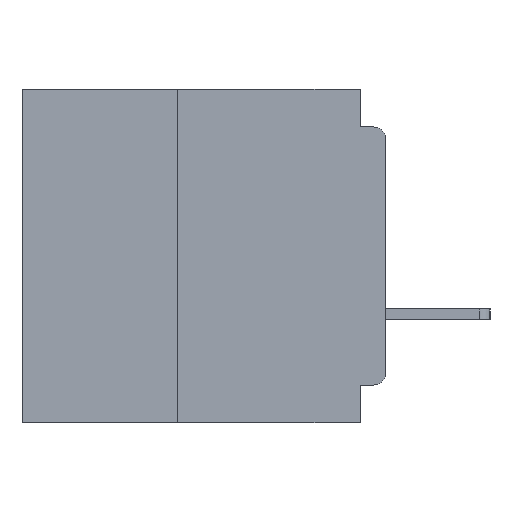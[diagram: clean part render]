
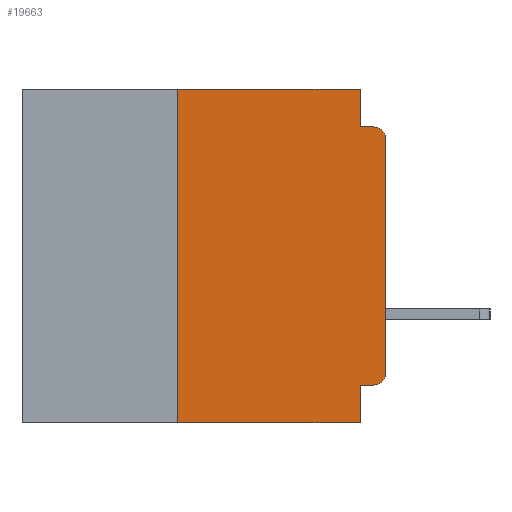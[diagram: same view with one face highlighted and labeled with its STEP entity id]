
A CAD part, left-side view. The second image highlights one B-rep face of the part: STEP entity #19663.
In plain terms, the highlighted planar face has unit normal (-1, 0, 0).
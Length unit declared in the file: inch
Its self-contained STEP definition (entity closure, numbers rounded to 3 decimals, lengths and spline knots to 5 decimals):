
#503 = ORIENTED_EDGE ( 'NONE', *, *, #34830, .F. ) ;
#1293 = VECTOR ( 'NONE', #18868, 39.37008 ) ;
#1465 = DIRECTION ( 'NONE',  ( 0., -1., 0. ) ) ;
#1781 = VERTEX_POINT ( 'NONE', #21550 ) ;
#1949 = DIRECTION ( 'NONE',  ( 0., 0., -1. ) ) ;
#2273 = EDGE_LOOP ( 'NONE', ( #13401, #26126, #32257, #503, #15228, #30835, #3024, #27414, #31092, #34199 ) ) ;
#2594 = DIRECTION ( 'NONE',  ( 1., 0., 0. ) ) ;
#3024 = ORIENTED_EDGE ( 'NONE', *, *, #22514, .T. ) ;
#3100 = DIRECTION ( 'NONE',  ( 0., 0., -1. ) ) ;
#4187 = DIRECTION ( 'NONE',  ( 0., 1., 0. ) ) ;
#4455 = CARTESIAN_POINT ( 'NONE',  ( 0., 0., -0.34 ) ) ;
#4837 = LINE ( 'NONE', #33689, #32559 ) ;
#5720 = CARTESIAN_POINT ( 'NONE',  ( 0., 0.031, -0.4 ) ) ;
#8808 = CARTESIAN_POINT ( 'NONE',  ( 0., 0.015, -0.045 ) ) ;
#9290 = VERTEX_POINT ( 'NONE', #24731 ) ;
#9345 = VECTOR ( 'NONE', #31497, 39.37008 ) ;
#9422 = LINE ( 'NONE', #16199, #1293 ) ;
#10028 = EDGE_CURVE ( 'NONE', #1781, #17693, #18153, .T. ) ;
#10425 = AXIS2_PLACEMENT_3D ( 'NONE', #18843, #2594, #21515 ) ;
#10756 = EDGE_CURVE ( 'NONE', #27563, #25438, #28506, .T. ) ;
#11455 = DIRECTION ( 'NONE',  ( -1., 0., 0. ) ) ;
#12029 = AXIS2_PLACEMENT_3D ( 'NONE', #34160, #18218, #1949 ) ;
#12423 = CARTESIAN_POINT ( 'NONE',  ( 0., 0., -0.355 ) ) ;
#12463 = DIRECTION ( 'NONE',  ( 0., -1., 0. ) ) ;
#12861 = CARTESIAN_POINT ( 'NONE',  ( 0., 0.25, -0.4 ) ) ;
#13060 = CIRCLE ( 'NONE', #12029, 0.015 ) ;
#13401 = ORIENTED_EDGE ( 'NONE', *, *, #10756, .T. ) ;
#13957 = CIRCLE ( 'NONE', #17637, 0.015 ) ;
#14235 = DIRECTION ( 'NONE',  ( 0., -1., 0. ) ) ;
#15228 = ORIENTED_EDGE ( 'NONE', *, *, #29302, .F. ) ;
#15438 = CARTESIAN_POINT ( 'NONE',  ( 0., 0., 0. ) ) ;
#15719 = LINE ( 'NONE', #12861, #9345 ) ;
#15882 = CARTESIAN_POINT ( 'NONE',  ( 0., 0.25, 0. ) ) ;
#16199 = CARTESIAN_POINT ( 'NONE',  ( 0., 0.031, 0. ) ) ;
#16242 = VERTEX_POINT ( 'NONE', #8808 ) ;
#16286 = LINE ( 'NONE', #24808, #22512 ) ;
#16470 = VECTOR ( 'NONE', #4187, 39.37008 ) ;
#16942 = VERTEX_POINT ( 'NONE', #33802 ) ;
#17335 = EDGE_CURVE ( 'NONE', #17693, #28884, #27014, .T. ) ;
#17637 = AXIS2_PLACEMENT_3D ( 'NONE', #27436, #11455, #30116 ) ;
#17693 = VERTEX_POINT ( 'NONE', #26176 ) ;
#18153 = LINE ( 'NONE', #12423, #16470 ) ;
#18158 = FACE_OUTER_BOUND ( 'NONE', #2273, .T. ) ;
#18218 = DIRECTION ( 'NONE',  ( -1., 0., 0. ) ) ;
#18308 = EDGE_CURVE ( 'NONE', #16942, #31150, #15719, .T. ) ;
#18555 = CARTESIAN_POINT ( 'NONE',  ( 0., 0.031, 0. ) ) ;
#18843 = CARTESIAN_POINT ( 'NONE',  ( 0., 0.437, 0. ) ) ;
#18868 = DIRECTION ( 'NONE',  ( 0., 0., -1. ) ) ;
#19663 = ADVANCED_FACE ( 'NONE', ( #18158 ), #29426, .F. ) ;
#19832 = EDGE_CURVE ( 'NONE', #1781, #27563, #13957, .T. ) ;
#19946 = VECTOR ( 'NONE', #3100, 39.37008 ) ;
#20716 = EDGE_CURVE ( 'NONE', #25438, #16242, #13060, .T. ) ;
#21367 = CARTESIAN_POINT ( 'NONE',  ( 0., 0.031, -0.4 ) ) ;
#21411 = VECTOR ( 'NONE', #23426, 39.37008 ) ;
#21515 = DIRECTION ( 'NONE',  ( 0., 0., -1. ) ) ;
#21550 = CARTESIAN_POINT ( 'NONE',  ( 0., 0.015, -0.355 ) ) ;
#22512 = VECTOR ( 'NONE', #14235, 39.37008 ) ;
#22514 = EDGE_CURVE ( 'NONE', #16942, #28884, #16286, .T. ) ;
#23426 = DIRECTION ( 'NONE',  ( 0., 0., 1. ) ) ;
#24094 = VECTOR ( 'NONE', #1465, 39.37008 ) ;
#24731 = CARTESIAN_POINT ( 'NONE',  ( 0., 0.031, -0.045 ) ) ;
#24808 = CARTESIAN_POINT ( 'NONE',  ( 0., 0.437, -0.4 ) ) ;
#25102 = VERTEX_POINT ( 'NONE', #18555 ) ;
#25438 = VERTEX_POINT ( 'NONE', #27835 ) ;
#25614 = CARTESIAN_POINT ( 'NONE',  ( 0., 0., -0.045 ) ) ;
#26126 = ORIENTED_EDGE ( 'NONE', *, *, #20716, .T. ) ;
#26176 = CARTESIAN_POINT ( 'NONE',  ( 0., 0.031, -0.355 ) ) ;
#27014 = LINE ( 'NONE', #5720, #19946 ) ;
#27414 = ORIENTED_EDGE ( 'NONE', *, *, #17335, .F. ) ;
#27436 = CARTESIAN_POINT ( 'NONE',  ( 0., 0.015, -0.34 ) ) ;
#27563 = VERTEX_POINT ( 'NONE', #4455 ) ;
#27835 = CARTESIAN_POINT ( 'NONE',  ( 0., 0., -0.06 ) ) ;
#28506 = LINE ( 'NONE', #15438, #21411 ) ;
#28884 = VERTEX_POINT ( 'NONE', #21367 ) ;
#29302 = EDGE_CURVE ( 'NONE', #31150, #25102, #4837, .T. ) ;
#29426 = PLANE ( 'NONE',  #10425 ) ;
#30116 = DIRECTION ( 'NONE',  ( 0., 0., -1. ) ) ;
#30835 = ORIENTED_EDGE ( 'NONE', *, *, #18308, .F. ) ;
#31092 = ORIENTED_EDGE ( 'NONE', *, *, #10028, .F. ) ;
#31150 = VERTEX_POINT ( 'NONE', #15882 ) ;
#31210 = LINE ( 'NONE', #25614, #24094 ) ;
#31497 = DIRECTION ( 'NONE',  ( 0., 0., 1. ) ) ;
#32257 = ORIENTED_EDGE ( 'NONE', *, *, #34552, .F. ) ;
#32559 = VECTOR ( 'NONE', #12463, 39.37008 ) ;
#33689 = CARTESIAN_POINT ( 'NONE',  ( 0., 0.437, 0. ) ) ;
#33802 = CARTESIAN_POINT ( 'NONE',  ( 0., 0.25, -0.4 ) ) ;
#34160 = CARTESIAN_POINT ( 'NONE',  ( 0., 0.015, -0.06 ) ) ;
#34199 = ORIENTED_EDGE ( 'NONE', *, *, #19832, .T. ) ;
#34552 = EDGE_CURVE ( 'NONE', #9290, #16242, #31210, .T. ) ;
#34830 = EDGE_CURVE ( 'NONE', #25102, #9290, #9422, .T. ) ;
